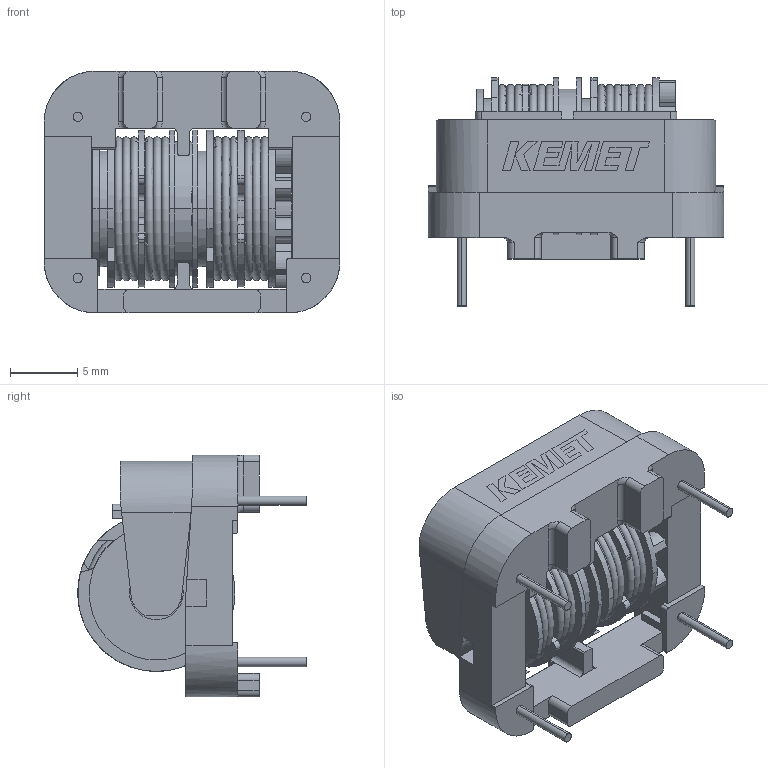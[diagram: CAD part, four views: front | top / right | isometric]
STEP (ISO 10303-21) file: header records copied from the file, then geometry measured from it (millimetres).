
FILE_DESCRIPTION (( 'STEP AP214' ), '1' );
FILE_NAME ('SSR10HS(MAX-LOGO).STEP', '2018-11-06T01:59:57', ( '' ), ( '' ), 'SwSTEP 2.0', 'SolidWorks 2018', '' );
FILE_SCHEMA (( 'AUTOMOTIVE_DESIGN' ));
Length unit declared in the file: millimetre
Products named in the file (1): SSR10HS(MAX-LOGO)
Bounding box: 22 x 17 x 18 mm (x, y, z)
Volume: 2580.3 mm3; surface area: 3258.3 mm2
Topology: 1 solids, 1 shells, 424 faces, 1159 edges, 750 vertices
Faces by surface type: plane 243, cylinder 145, torus 36
Entity records: 18267 total; most frequent: CARTESIAN_POINT 2512, DIRECTION 2391, ORIENTED_EDGE 2318, EDGE_CURVE 1159, AXIS2_PLACEMENT_3D 833, VERTEX_POINT 750, LINE 725, VECTOR 725
